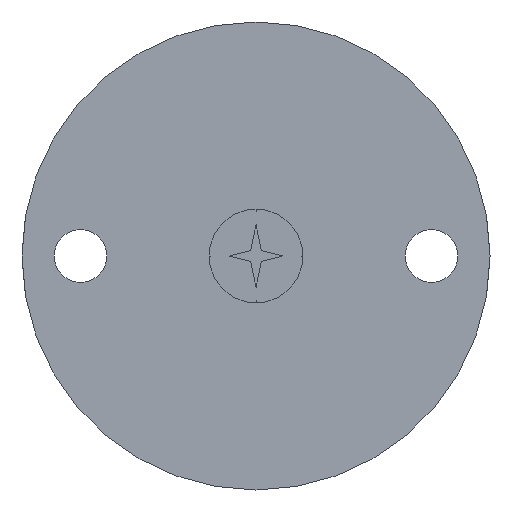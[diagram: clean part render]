
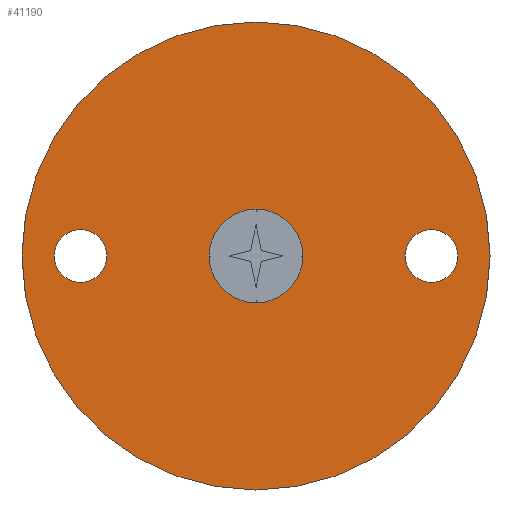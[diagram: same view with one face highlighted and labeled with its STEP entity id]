
A CAD part, front view. The second image highlights one B-rep face of the part: STEP entity #41190.
In plain terms, the highlighted planar face has unit normal (0, -1, 0).
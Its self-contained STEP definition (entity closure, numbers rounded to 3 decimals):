
#40540=CARTESIAN_POINT('',(20.,0.,0.));
#40550=DIRECTION('',(-0.,1.,0.));
#40560=DIRECTION('',(1.,0.,0.));
#40570=AXIS2_PLACEMENT_3D('',#40540,#40550,#40560);
#40580=PLANE('',#40570);
#40590=CARTESIAN_POINT('',(0.,0.,0.));
#40600=DIRECTION('',(0.,-1.,0.));
#40610=DIRECTION('',(1.,0.,0.));
#40620=AXIS2_PLACEMENT_3D('',#40590,#40600,#40610);
#40630=CIRCLE('',#40620,40.);
#40640=CARTESIAN_POINT('',(40.,0.,0.));
#40650=VERTEX_POINT('',#40640);
#40660=CARTESIAN_POINT('',(-40.,0.,0.));
#40670=VERTEX_POINT('',#40660);
#40680=EDGE_CURVE('',#40650,#40670,#40630,.T.);
#40690=ORIENTED_EDGE('',*,*,#40680,.T.);
#40700=EDGE_CURVE('',#40670,#40650,#40630,.T.);
#40710=ORIENTED_EDGE('',*,*,#40700,.T.);
#40720=EDGE_LOOP('',(#40710,#40690));
#40730=FACE_OUTER_BOUND('',#40720,.T.);
#40740=CARTESIAN_POINT('',(30.,0.,0.));
#40750=DIRECTION('',(0.,1.,0.));
#40760=DIRECTION('',(1.,0.,0.));
#40770=AXIS2_PLACEMENT_3D('',#40740,#40750,#40760);
#40780=CIRCLE('',#40770,4.5);
#40790=CARTESIAN_POINT('',(34.5,0.,0.));
#40800=VERTEX_POINT('',#40790);
#40810=CARTESIAN_POINT('',(25.5,0.,0.));
#40820=VERTEX_POINT('',#40810);
#40830=EDGE_CURVE('',#40800,#40820,#40780,.T.);
#40840=ORIENTED_EDGE('',*,*,#40830,.T.);
#40850=EDGE_CURVE('',#40820,#40800,#40780,.T.);
#40860=ORIENTED_EDGE('',*,*,#40850,.T.);
#40870=EDGE_LOOP('',(#40860,#40840));
#40880=FACE_BOUND('',#40870,.T.);
#40890=CARTESIAN_POINT('',(-30.,0.,0.));
#40900=DIRECTION('',(0.,1.,0.));
#40910=DIRECTION('',(1.,0.,0.));
#40920=AXIS2_PLACEMENT_3D('',#40890,#40900,#40910);
#40930=CIRCLE('',#40920,4.5);
#40940=CARTESIAN_POINT('',(-25.5,0.,0.));
#40950=VERTEX_POINT('',#40940);
#40960=CARTESIAN_POINT('',(-34.5,0.,0.));
#40970=VERTEX_POINT('',#40960);
#40980=EDGE_CURVE('',#40950,#40970,#40930,.T.);
#40990=ORIENTED_EDGE('',*,*,#40980,.T.);
#41000=EDGE_CURVE('',#40970,#40950,#40930,.T.);
#41010=ORIENTED_EDGE('',*,*,#41000,.T.);
#41020=EDGE_LOOP('',(#41010,#40990));
#41030=FACE_BOUND('',#41020,.T.);
#41040=CARTESIAN_POINT('',(0.,0.,0.));
#41050=DIRECTION('',(0.,-1.,0.));
#41060=DIRECTION('',(-1.,0.,0.));
#41070=AXIS2_PLACEMENT_3D('',#41040,#41050,#41060);
#41080=CIRCLE('',#41070,8.);
#41090=CARTESIAN_POINT('',(8.,0.,0.));
#41100=VERTEX_POINT('',#41090);
#41110=CARTESIAN_POINT('',(-8.,0.,0.));
#41120=VERTEX_POINT('',#41110);
#41130=EDGE_CURVE('',#41100,#41120,#41080,.T.);
#41140=ORIENTED_EDGE('',*,*,#41130,.F.);
#41150=EDGE_CURVE('',#41120,#41100,#41080,.T.);
#41160=ORIENTED_EDGE('',*,*,#41150,.F.);
#41170=EDGE_LOOP('',(#41160,#41140));
#41180=FACE_BOUND('',#41170,.T.);
#41190=ADVANCED_FACE('',(#40730,#40880,#41030,#41180),#40580,.F.);
